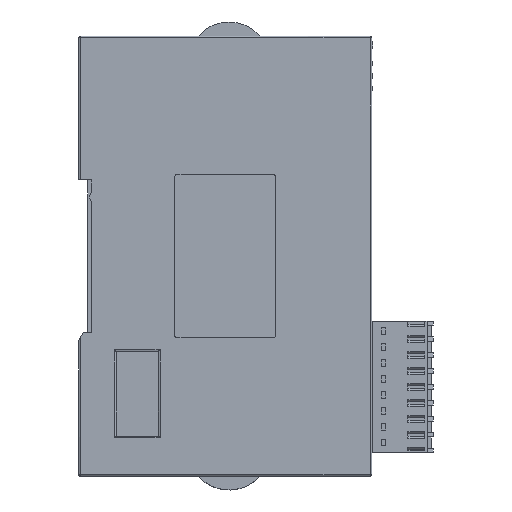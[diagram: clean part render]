
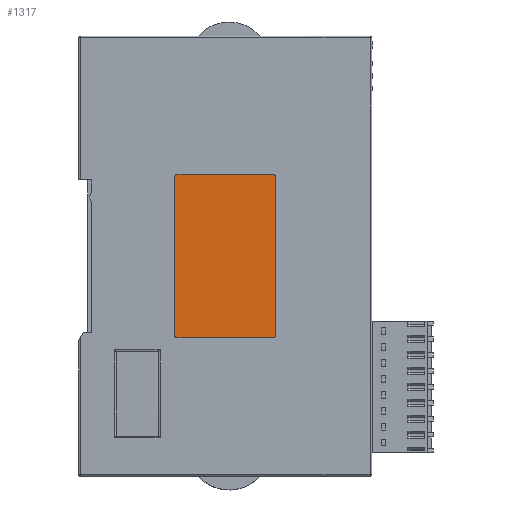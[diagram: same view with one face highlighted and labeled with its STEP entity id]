
A CAD part, left-side view. The second image highlights one B-rep face of the part: STEP entity #1317.
In plain terms, the highlighted planar face has unit normal (-1, 0, 0).
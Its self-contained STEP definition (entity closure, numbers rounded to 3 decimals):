
#1317=ADVANCED_FACE('',(#2553),#20306,.T.);
#2553=FACE_OUTER_BOUND('',#3907,.T.);
#3907=EDGE_LOOP('',(#9739,#9740,#9741,#9742,#9743,#9744,#9745,#9746));
#9739=ORIENTED_EDGE('',*,*,#12025,.F.);
#9740=ORIENTED_EDGE('',*,*,#12012,.F.);
#9741=ORIENTED_EDGE('',*,*,#12005,.F.);
#9742=ORIENTED_EDGE('',*,*,#12006,.F.);
#9743=ORIENTED_EDGE('',*,*,#12011,.F.);
#9744=ORIENTED_EDGE('',*,*,#12015,.F.);
#9745=ORIENTED_EDGE('',*,*,#12020,.F.);
#9746=ORIENTED_EDGE('',*,*,#12021,.F.);
#12005=EDGE_CURVE('',#18206,#18203,#13893,.T.);
#12006=EDGE_CURVE('',#18207,#18206,#15339,.T.);
#12011=EDGE_CURVE('',#18210,#18207,#13895,.T.);
#12012=EDGE_CURVE('',#18203,#18211,#15343,.T.);
#12015=EDGE_CURVE('',#18213,#18210,#15346,.T.);
#12020=EDGE_CURVE('',#18216,#18213,#13897,.T.);
#12021=EDGE_CURVE('',#18217,#18216,#15350,.T.);
#12025=EDGE_CURVE('',#18211,#18217,#13899,.T.);
#13893=(
BOUNDED_CURVE()
B_SPLINE_CURVE(2,(#33336,#33337,#33338),.UNSPECIFIED.,.F.,.F.)
B_SPLINE_CURVE_WITH_KNOTS((3,3),(0.,1.),.UNSPECIFIED.)
CURVE()
GEOMETRIC_REPRESENTATION_ITEM()
RATIONAL_B_SPLINE_CURVE((1.,0.707,1.))
REPRESENTATION_ITEM('')
);
#13895=(
BOUNDED_CURVE()
B_SPLINE_CURVE(2,(#33350,#33351,#33352),.UNSPECIFIED.,.F.,.F.)
B_SPLINE_CURVE_WITH_KNOTS((3,3),(0.,1.),.UNSPECIFIED.)
CURVE()
GEOMETRIC_REPRESENTATION_ITEM()
RATIONAL_B_SPLINE_CURVE((1.,0.707,1.))
REPRESENTATION_ITEM('')
);
#13897=(
BOUNDED_CURVE()
B_SPLINE_CURVE(2,(#33370,#33371,#33372),.UNSPECIFIED.,.F.,.F.)
B_SPLINE_CURVE_WITH_KNOTS((3,3),(0.,1.),.UNSPECIFIED.)
CURVE()
GEOMETRIC_REPRESENTATION_ITEM()
RATIONAL_B_SPLINE_CURVE((1.,0.707,1.))
REPRESENTATION_ITEM('')
);
#13899=(
BOUNDED_CURVE()
B_SPLINE_CURVE(2,(#33382,#33383,#33384),.UNSPECIFIED.,.F.,.F.)
B_SPLINE_CURVE_WITH_KNOTS((3,3),(0.,1.),.UNSPECIFIED.)
CURVE()
GEOMETRIC_REPRESENTATION_ITEM()
RATIONAL_B_SPLINE_CURVE((1.,0.707,1.))
REPRESENTATION_ITEM('')
);
#15339=B_SPLINE_CURVE_WITH_KNOTS('',1,(#33339,#33340),.UNSPECIFIED.,.F.,
 .F.,(2,2),(0.,23.),.UNSPECIFIED.);
#15343=B_SPLINE_CURVE_WITH_KNOTS('',1,(#33353,#33354),.UNSPECIFIED.,.F.,
 .F.,(2,2),(0.,38.),.UNSPECIFIED.);
#15346=B_SPLINE_CURVE_WITH_KNOTS('',1,(#33359,#33360),.UNSPECIFIED.,.F.,
 .F.,(2,2),(0.,38.),.UNSPECIFIED.);
#15350=B_SPLINE_CURVE_WITH_KNOTS('',1,(#33373,#33374),.UNSPECIFIED.,.F.,
 .F.,(2,2),(0.,23.),.UNSPECIFIED.);
#18203=VERTEX_POINT('',#28105);
#18206=VERTEX_POINT('',#28108);
#18207=VERTEX_POINT('',#28109);
#18210=VERTEX_POINT('',#28112);
#18211=VERTEX_POINT('',#28113);
#18213=VERTEX_POINT('',#28115);
#18216=VERTEX_POINT('',#28118);
#18217=VERTEX_POINT('',#28119);
#20306=PLANE('',#21432);
#21432=AXIS2_PLACEMENT_3D('',#26514,#22481,$);
#22481=DIRECTION('',(-1.,0.,0.));
#26514=CARTESIAN_POINT('',(-345.703,-71.468,212.686));
#28105=CARTESIAN_POINT('',(-345.703,-97.88,255.098));
#28108=CARTESIAN_POINT('',(-345.703,-97.38,255.598));
#28109=CARTESIAN_POINT('',(-345.703,-74.38,255.598));
#28112=CARTESIAN_POINT('',(-345.703,-73.88,255.098));
#28113=CARTESIAN_POINT('',(-345.703,-97.88,217.098));
#28115=CARTESIAN_POINT('',(-345.703,-73.88,217.098));
#28118=CARTESIAN_POINT('',(-345.703,-74.38,216.598));
#28119=CARTESIAN_POINT('',(-345.703,-97.38,216.598));
#33336=CARTESIAN_POINT('',(-345.703,-97.38,255.598));
#33337=CARTESIAN_POINT('',(-345.703,-97.88,255.598));
#33338=CARTESIAN_POINT('',(-345.703,-97.88,255.098));
#33339=CARTESIAN_POINT('',(-345.703,-74.38,255.598));
#33340=CARTESIAN_POINT('',(-345.703,-97.38,255.598));
#33350=CARTESIAN_POINT('',(-345.703,-73.88,255.098));
#33351=CARTESIAN_POINT('',(-345.703,-73.88,255.598));
#33352=CARTESIAN_POINT('',(-345.703,-74.38,255.598));
#33353=CARTESIAN_POINT('',(-345.703,-97.88,255.098));
#33354=CARTESIAN_POINT('',(-345.703,-97.88,217.098));
#33359=CARTESIAN_POINT('',(-345.703,-73.88,217.098));
#33360=CARTESIAN_POINT('',(-345.703,-73.88,255.098));
#33370=CARTESIAN_POINT('',(-345.703,-74.38,216.598));
#33371=CARTESIAN_POINT('',(-345.703,-73.88,216.598));
#33372=CARTESIAN_POINT('',(-345.703,-73.88,217.098));
#33373=CARTESIAN_POINT('',(-345.703,-97.38,216.598));
#33374=CARTESIAN_POINT('',(-345.703,-74.38,216.598));
#33382=CARTESIAN_POINT('',(-345.703,-97.88,217.098));
#33383=CARTESIAN_POINT('',(-345.703,-97.88,216.598));
#33384=CARTESIAN_POINT('',(-345.703,-97.38,216.598));
